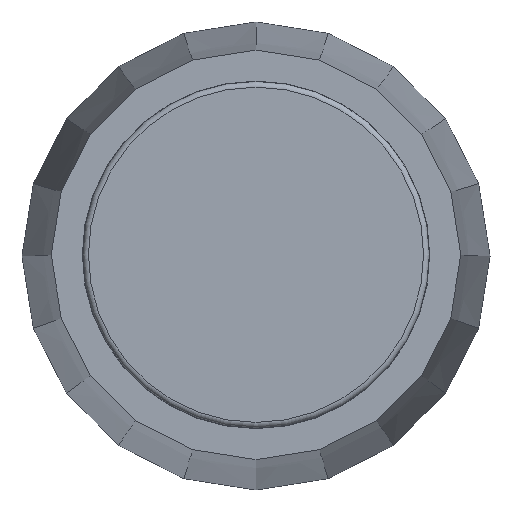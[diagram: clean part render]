
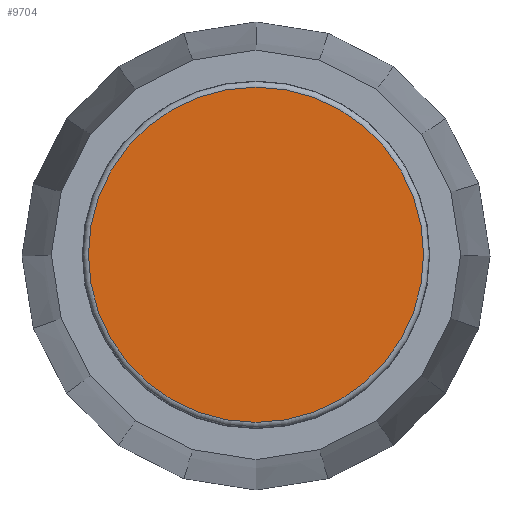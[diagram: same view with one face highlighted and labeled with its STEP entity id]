
A CAD part, top view. The second image highlights one B-rep face of the part: STEP entity #9704.
In plain terms, the highlighted planar face has unit normal (0, 0, 1).
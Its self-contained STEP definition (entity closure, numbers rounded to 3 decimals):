
#9680 = VERTEX_POINT('',#9681);
#9681 = CARTESIAN_POINT('',(-4.351,0.,18.));
#9691 = EDGE_CURVE('',#9680,#9680,#9692,.T.);
#9692 = CIRCLE('',#9693,4.351);
#9693 = AXIS2_PLACEMENT_3D('',#9694,#9695,#9696);
#9694 = CARTESIAN_POINT('',(0.,0.,18.));
#9695 = DIRECTION('',(0.,0.,-1.));
#9696 = DIRECTION('',(-1.,0.,0.));
#9704 = ADVANCED_FACE('',(#9705),#9708,.F.);
#9705 = FACE_BOUND('',#9706,.T.);
#9706 = EDGE_LOOP('',(#9707));
#9707 = ORIENTED_EDGE('',*,*,#9691,.F.);
#9708 = PLANE('',#9709);
#9709 = AXIS2_PLACEMENT_3D('',#9710,#9711,#9712);
#9710 = CARTESIAN_POINT('',(0.,0.,18.));
#9711 = DIRECTION('',(0.,0.,-1.));
#9712 = DIRECTION('',(-1.,0.,0.));
